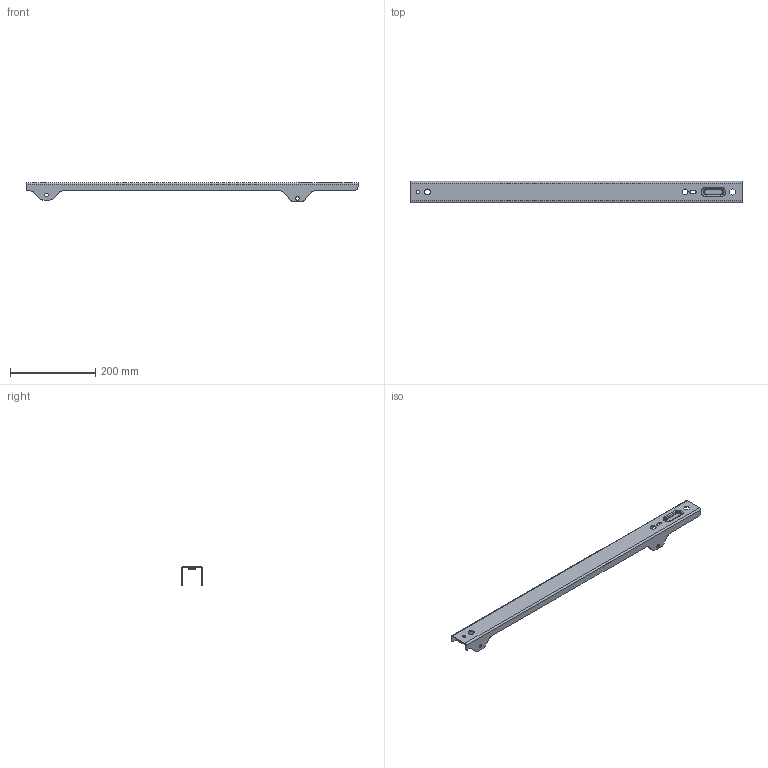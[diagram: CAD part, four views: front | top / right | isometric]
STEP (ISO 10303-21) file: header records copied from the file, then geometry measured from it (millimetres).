
FILE_DESCRIPTION (( 'STEP AP214' ), '1' );
FILE_NAME ('BKT_2T.STEP', '2016-07-19T06:11:56', ( '' ), ( '' ), 'SwSTEP 2.0', 'SolidWorks 2015', '' );
FILE_SCHEMA (( 'AUTOMOTIVE_DESIGN' ));
Length unit declared in the file: millimetre
Products named in the file (1): BKT_2T
Bounding box: 778 x 50 x 43.7 mm (x, y, z)
Volume: 135707.3 mm3; surface area: 139869.6 mm2
Topology: 1 solids, 1 shells, 101 faces, 275 edges, 178 vertices
Faces by surface type: cylinder 49, plane 40, bspline 12
Entity records: 5247 total; most frequent: CARTESIAN_POINT 2665, ORIENTED_EDGE 550, DIRECTION 497, EDGE_CURVE 275, VERTEX_POINT 178, AXIS2_PLACEMENT_3D 172, LINE 153, VECTOR 153
